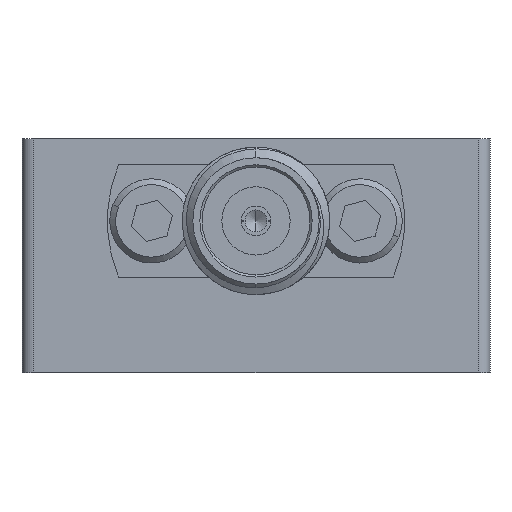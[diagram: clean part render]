
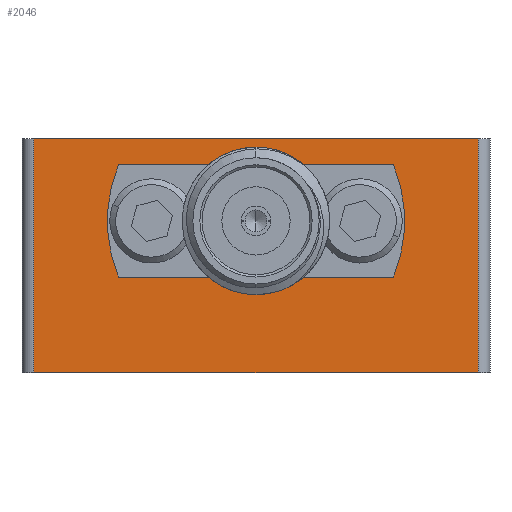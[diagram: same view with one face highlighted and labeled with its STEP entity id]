
A CAD part, left-side view. The second image highlights one B-rep face of the part: STEP entity #2046.
In plain terms, the highlighted planar face has unit normal (-1, 0, 0).
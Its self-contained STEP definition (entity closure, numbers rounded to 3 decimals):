
#324 = CARTESIAN_POINT ( 'NONE',  ( 1179.246, 687.005, -5.1 ) ) ;
#465 = ORIENTED_EDGE ( 'NONE', *, *, #17618, .T. ) ;
#523 = LINE ( 'NONE', #15218, #12776 ) ;
#806 = CARTESIAN_POINT ( 'NONE',  ( 1179.246, 680.505, 0. ) ) ;
#1186 = LINE ( 'NONE', #2986, #8535 ) ;
#1452 = FACE_OUTER_BOUND ( 'NONE', #3686, .T. ) ;
#1581 = EDGE_CURVE ( 'NONE', #2823, #19732, #22864, .T. ) ;
#1685 = PLANE ( 'NONE',  #5826 ) ;
#1699 = DIRECTION ( 'NONE',  ( 1., 0., 0. ) ) ;
#1783 = EDGE_CURVE ( 'NONE', #2918, #4433, #7273, .T. ) ;
#1890 = EDGE_CURVE ( 'NONE', #21684, #22333, #523, .T. ) ;
#1929 = CARTESIAN_POINT ( 'NONE',  ( 1179.246, 687.805, -5.1 ) ) ;
#2046 = ADVANCED_FACE ( 'NONE', ( #1452, #3726, #14213, #21917 ), #1685, .T. ) ;
#2095 = VERTEX_POINT ( 'NONE', #7111 ) ;
#2158 = CARTESIAN_POINT ( 'NONE',  ( 1179.246, 684.546, -3.917 ) ) ;
#2633 = DIRECTION ( 'NONE',  ( 0., -1., 0. ) ) ;
#2688 = EDGE_LOOP ( 'NONE', ( #17868, #17209 ) ) ;
#2823 = VERTEX_POINT ( 'NONE', #5398 ) ;
#2851 = CARTESIAN_POINT ( 'NONE',  ( 1179.246, 680.505, -10. ) ) ;
#2918 = VERTEX_POINT ( 'NONE', #21424 ) ;
#2986 = CARTESIAN_POINT ( 'NONE',  ( 1179.246, 699.505, -10. ) ) ;
#3092 = CARTESIAN_POINT ( 'NONE',  ( 1179.246, 687.805, -1.1 ) ) ;
#3100 = EDGE_CURVE ( 'NONE', #4433, #21684, #10982, .T. ) ;
#3242 = CIRCLE ( 'NONE', #7104, 1.092 ) ;
#3475 = DIRECTION ( 'NONE',  ( 0., 0., 1. ) ) ;
#3499 = LINE ( 'NONE', #21706, #12411 ) ;
#3535 = CARTESIAN_POINT ( 'NONE',  ( 1179.246, 692.205, -5.9 ) ) ;
#3623 = AXIS2_PLACEMENT_3D ( 'NONE', #1929, #1699, #5538 ) ;
#3686 = EDGE_LOOP ( 'NONE', ( #11982, #16168, #4153, #21391 ) ) ;
#3694 = CARTESIAN_POINT ( 'NONE',  ( 1179.246, 692.205, -5.1 ) ) ;
#3726 = FACE_BOUND ( 'NONE', #9356, .T. ) ;
#3890 = AXIS2_PLACEMENT_3D ( 'NONE', #14027, #14254, #21496 ) ;
#4153 = ORIENTED_EDGE ( 'NONE', *, *, #8490, .F. ) ;
#4320 = DIRECTION ( 'NONE',  ( 1., 0., 0. ) ) ;
#4433 = VERTEX_POINT ( 'NONE', #18980 ) ;
#4453 = EDGE_CURVE ( 'NONE', #22522, #7321, #20559, .T. ) ;
#4565 = VERTEX_POINT ( 'NONE', #13797 ) ;
#4827 = CARTESIAN_POINT ( 'NONE',  ( 1179.246, 693.005, -1.9 ) ) ;
#4960 = VERTEX_POINT ( 'NONE', #21233 ) ;
#5370 = DIRECTION ( 'NONE',  ( 1., 0., 0. ) ) ;
#5379 = AXIS2_PLACEMENT_3D ( 'NONE', #16457, #23338, #21869 ) ;
#5398 = CARTESIAN_POINT ( 'NONE',  ( 1179.246, 680.505, -10. ) ) ;
#5404 = EDGE_CURVE ( 'NONE', #11693, #19732, #14305, .T. ) ;
#5475 = CARTESIAN_POINT ( 'NONE',  ( 1179.246, 693.005, -5.1 ) ) ;
#5498 = VERTEX_POINT ( 'NONE', #3092 ) ;
#5538 = DIRECTION ( 'NONE',  ( 0., 1., 0. ) ) ;
#5826 = AXIS2_PLACEMENT_3D ( 'NONE', #16145, #8786, #3475 ) ;
#6021 = CARTESIAN_POINT ( 'NONE',  ( 1179.246, 699.505, 0. ) ) ;
#6369 = AXIS2_PLACEMENT_3D ( 'NONE', #3694, #5370, #18379 ) ;
#6840 = DIRECTION ( 'NONE',  ( 0., -1., 0. ) ) ;
#6842 = CARTESIAN_POINT ( 'NONE',  ( 1179.246, 687.005, -5.1 ) ) ;
#7104 = AXIS2_PLACEMENT_3D ( 'NONE', #19681, #7159, #19814 ) ;
#7111 = CARTESIAN_POINT ( 'NONE',  ( 1179.246, 699.505, -10. ) ) ;
#7153 = VECTOR ( 'NONE', #20786, 1000. ) ;
#7159 = DIRECTION ( 'NONE',  ( 1., 0., 0. ) ) ;
#7273 = LINE ( 'NONE', #3535, #15855 ) ;
#7321 = VERTEX_POINT ( 'NONE', #6842 ) ;
#8057 = DIRECTION ( 'NONE',  ( 0., -1., 0. ) ) ;
#8179 = CARTESIAN_POINT ( 'NONE',  ( 1179.246, 685.555, -3.5 ) ) ;
#8206 = VERTEX_POINT ( 'NONE', #2158 ) ;
#8490 = EDGE_CURVE ( 'NONE', #2095, #11693, #1186, .T. ) ;
#8535 = VECTOR ( 'NONE', #18156, 1000. ) ;
#8786 = DIRECTION ( 'NONE',  ( -1., 0., 0. ) ) ;
#9356 = EDGE_LOOP ( 'NONE', ( #465, #19965 ) ) ;
#9812 = VECTOR ( 'NONE', #6840, 1000. ) ;
#10824 = AXIS2_PLACEMENT_3D ( 'NONE', #15405, #4320, #11662 ) ;
#10882 = EDGE_CURVE ( 'NONE', #14932, #4960, #3242, .T. ) ;
#10982 = CIRCLE ( 'NONE', #6369, 0.8 ) ;
#11278 = ORIENTED_EDGE ( 'NONE', *, *, #18250, .T. ) ;
#11432 = DIRECTION ( 'NONE',  ( 1., 0., 0. ) ) ;
#11589 = CIRCLE ( 'NONE', #10824, 0.8 ) ;
#11595 = EDGE_CURVE ( 'NONE', #4565, #8206, #17436, .T. ) ;
#11662 = DIRECTION ( 'NONE',  ( 0., 1., 0. ) ) ;
#11668 = DIRECTION ( 'NONE',  ( 1., 0., 0. ) ) ;
#11693 = VERTEX_POINT ( 'NONE', #6021 ) ;
#11982 = ORIENTED_EDGE ( 'NONE', *, *, #1581, .T. ) ;
#12079 = CIRCLE ( 'NONE', #3623, 0.8 ) ;
#12411 = VECTOR ( 'NONE', #14231, 1000. ) ;
#12739 = CIRCLE ( 'NONE', #3890, 1.092 ) ;
#12776 = VECTOR ( 'NONE', #15329, 1000. ) ;
#13011 = DIRECTION ( 'NONE',  ( 0., -1., 0. ) ) ;
#13082 = EDGE_LOOP ( 'NONE', ( #22398, #11278, #17193, #14576, #20671, #16491, #16579, #19575 ) ) ;
#13085 = CIRCLE ( 'NONE', #5379, 0.8 ) ;
#13451 = DIRECTION ( 'NONE',  ( 0., 0., 1. ) ) ;
#13730 = LINE ( 'NONE', #15299, #21217 ) ;
#13797 = CARTESIAN_POINT ( 'NONE',  ( 1179.246, 686.564, -3.083 ) ) ;
#14027 = CARTESIAN_POINT ( 'NONE',  ( 1179.246, 694.455, -3.5 ) ) ;
#14213 = FACE_BOUND ( 'NONE', #13082, .T. ) ;
#14231 = DIRECTION ( 'NONE',  ( 0., -1., 0. ) ) ;
#14254 = DIRECTION ( 'NONE',  ( 1., 0., 0. ) ) ;
#14305 = LINE ( 'NONE', #17437, #9812 ) ;
#14576 = ORIENTED_EDGE ( 'NONE', *, *, #16274, .T. ) ;
#14932 = VERTEX_POINT ( 'NONE', #21572 ) ;
#15218 = CARTESIAN_POINT ( 'NONE',  ( 1179.246, 693.005, -1.9 ) ) ;
#15299 = CARTESIAN_POINT ( 'NONE',  ( 1179.246, 680.505, -10. ) ) ;
#15329 = DIRECTION ( 'NONE',  ( 0., 0., 1. ) ) ;
#15405 = CARTESIAN_POINT ( 'NONE',  ( 1179.246, 687.805, -1.9 ) ) ;
#15855 = VECTOR ( 'NONE', #20280, 1000. ) ;
#16145 = CARTESIAN_POINT ( 'NONE',  ( 1179.246, 680.505, -10. ) ) ;
#16168 = ORIENTED_EDGE ( 'NONE', *, *, #5404, .F. ) ;
#16274 = EDGE_CURVE ( 'NONE', #7321, #2918, #12079, .T. ) ;
#16369 = VERTEX_POINT ( 'NONE', #19225 ) ;
#16456 = EDGE_CURVE ( 'NONE', #22333, #16369, #13085, .T. ) ;
#16457 = CARTESIAN_POINT ( 'NONE',  ( 1179.246, 692.205, -1.9 ) ) ;
#16491 = ORIENTED_EDGE ( 'NONE', *, *, #3100, .T. ) ;
#16579 = ORIENTED_EDGE ( 'NONE', *, *, #1890, .T. ) ;
#17193 = ORIENTED_EDGE ( 'NONE', *, *, #4453, .T. ) ;
#17209 = ORIENTED_EDGE ( 'NONE', *, *, #22577, .T. ) ;
#17436 = CIRCLE ( 'NONE', #20525, 1.092 ) ;
#17437 = CARTESIAN_POINT ( 'NONE',  ( 1179.246, 680.505, 0. ) ) ;
#17618 = EDGE_CURVE ( 'NONE', #4960, #14932, #12739, .T. ) ;
#17848 = CARTESIAN_POINT ( 'NONE',  ( 1179.246, 687.005, -1.9 ) ) ;
#17868 = ORIENTED_EDGE ( 'NONE', *, *, #11595, .T. ) ;
#18156 = DIRECTION ( 'NONE',  ( 0., 0., 1. ) ) ;
#18243 = EDGE_CURVE ( 'NONE', #2095, #2823, #13730, .T. ) ;
#18250 = EDGE_CURVE ( 'NONE', #5498, #22522, #11589, .T. ) ;
#18379 = DIRECTION ( 'NONE',  ( 0., 1., 0. ) ) ;
#18980 = CARTESIAN_POINT ( 'NONE',  ( 1179.246, 692.205, -5.9 ) ) ;
#19098 = EDGE_CURVE ( 'NONE', #16369, #5498, #3499, .T. ) ;
#19225 = CARTESIAN_POINT ( 'NONE',  ( 1179.246, 692.205, -1.1 ) ) ;
#19575 = ORIENTED_EDGE ( 'NONE', *, *, #16456, .T. ) ;
#19681 = CARTESIAN_POINT ( 'NONE',  ( 1179.246, 694.455, -3.5 ) ) ;
#19732 = VERTEX_POINT ( 'NONE', #806 ) ;
#19814 = DIRECTION ( 'NONE',  ( 0., -1., 0. ) ) ;
#19965 = ORIENTED_EDGE ( 'NONE', *, *, #10882, .T. ) ;
#20280 = DIRECTION ( 'NONE',  ( 0., 1., 0. ) ) ;
#20377 = AXIS2_PLACEMENT_3D ( 'NONE', #22177, #11432, #13011 ) ;
#20525 = AXIS2_PLACEMENT_3D ( 'NONE', #8179, #11668, #2633 ) ;
#20559 = LINE ( 'NONE', #324, #7153 ) ;
#20671 = ORIENTED_EDGE ( 'NONE', *, *, #1783, .T. ) ;
#20786 = DIRECTION ( 'NONE',  ( 0., 0., -1. ) ) ;
#21217 = VECTOR ( 'NONE', #8057, 1000. ) ;
#21233 = CARTESIAN_POINT ( 'NONE',  ( 1179.246, 695.464, -3.083 ) ) ;
#21391 = ORIENTED_EDGE ( 'NONE', *, *, #18243, .T. ) ;
#21424 = CARTESIAN_POINT ( 'NONE',  ( 1179.246, 687.805, -5.9 ) ) ;
#21496 = DIRECTION ( 'NONE',  ( 0., -1., 0. ) ) ;
#21572 = CARTESIAN_POINT ( 'NONE',  ( 1179.246, 693.446, -3.917 ) ) ;
#21684 = VERTEX_POINT ( 'NONE', #5475 ) ;
#21706 = CARTESIAN_POINT ( 'NONE',  ( 1179.246, 687.805, -1.1 ) ) ;
#21869 = DIRECTION ( 'NONE',  ( 0., 1., 0. ) ) ;
#21917 = FACE_BOUND ( 'NONE', #2688, .T. ) ;
#22177 = CARTESIAN_POINT ( 'NONE',  ( 1179.246, 685.555, -3.5 ) ) ;
#22333 = VERTEX_POINT ( 'NONE', #4827 ) ;
#22398 = ORIENTED_EDGE ( 'NONE', *, *, #19098, .T. ) ;
#22522 = VERTEX_POINT ( 'NONE', #17848 ) ;
#22577 = EDGE_CURVE ( 'NONE', #8206, #4565, #23469, .T. ) ;
#22823 = VECTOR ( 'NONE', #13451, 1000. ) ;
#22864 = LINE ( 'NONE', #2851, #22823 ) ;
#23338 = DIRECTION ( 'NONE',  ( 1., 0., 0. ) ) ;
#23469 = CIRCLE ( 'NONE', #20377, 1.092 ) ;
